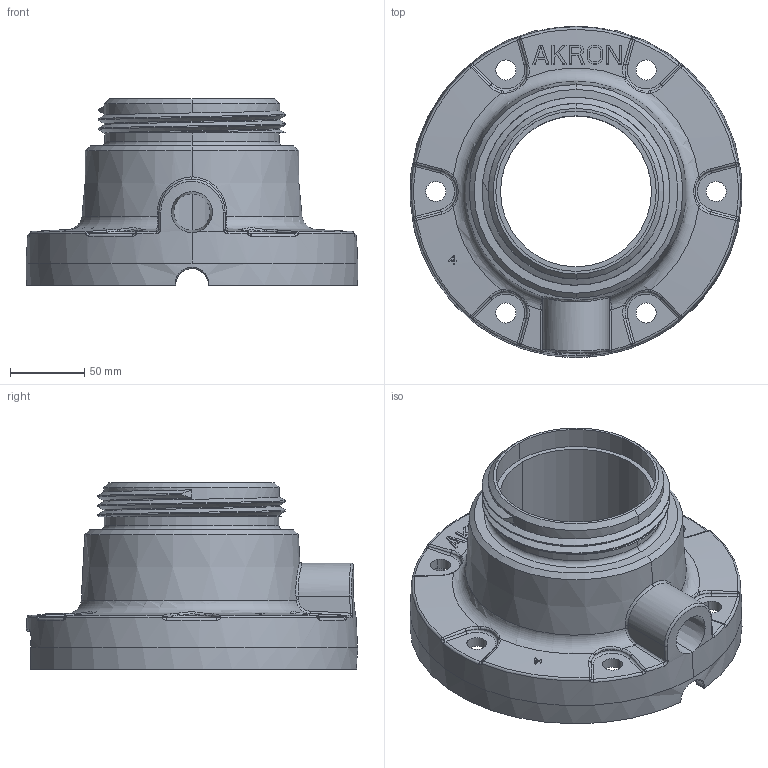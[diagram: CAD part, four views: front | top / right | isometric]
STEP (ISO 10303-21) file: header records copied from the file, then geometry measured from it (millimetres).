
FILE_DESCRIPTION((''),'2;1');
FILE_NAME('D31829','2012-06-22T',('cknei'),(''),'PRO/ENGINEER BY PARAMETRIC TECHNOLOGY CORPORATION, 2011180','PRO/ENGINEER BY PARAMETRIC TECHNOLOGY CORPORATION, 2011180','');
FILE_SCHEMA(('CONFIG_CONTROL_DESIGN'));
Length unit declared in the file: inch
Products named in the file (1): D31829
Bounding box: 223.38 x 222.93 x 125.5 mm (x, y, z)
Volume: 1059419.2 mm3; surface area: 177318.8 mm2
Topology: 1 solids, 1 shells, 341 faces, 877 edges, 544 vertices
Faces by surface type: plane 144, bspline 87, cylinder 46, torus 28, cone 24, sphere 12
Entity records: 14504 total; most frequent: CARTESIAN_POINT 6984, ORIENTED_EDGE 1754, DIRECTION 1298, EDGE_CURVE 877, VERTEX_POINT 544, AXIS2_PLACEMENT_3D 500, EDGE_LOOP 363, FACE_OUTER_BOUND 341
